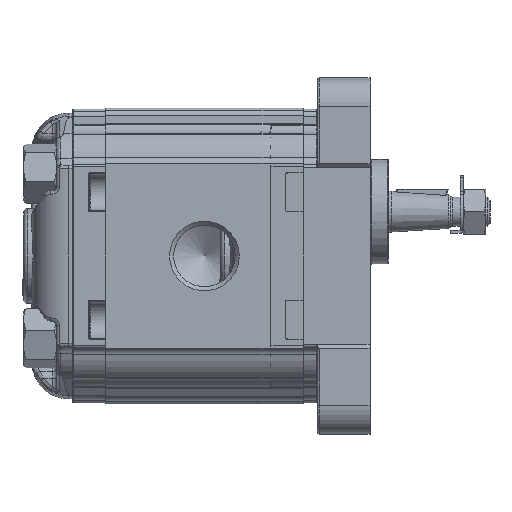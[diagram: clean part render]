
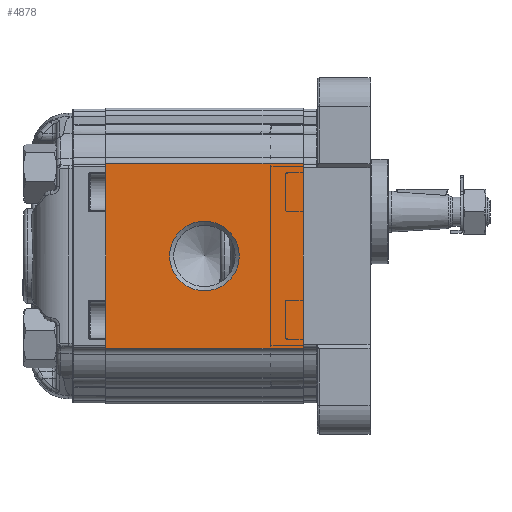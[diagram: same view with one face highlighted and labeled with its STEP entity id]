
A CAD part, left-side view. The second image highlights one B-rep face of the part: STEP entity #4878.
In plain terms, the highlighted planar face has unit normal (-1, 0, 0).
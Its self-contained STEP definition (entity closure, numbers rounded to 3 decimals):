
#4878 = ADVANCED_FACE( '', ( #10530, #10531 ), #10532, .T. );
#10530 = FACE_BOUND( '', #19155, .T. );
#10531 = FACE_OUTER_BOUND( '', #19156, .T. );
#10532 = PLANE( '', #19157 );
#19155 = EDGE_LOOP( '', ( #34324 ) );
#19156 = EDGE_LOOP( '', ( #34325, #34326, #34327, #34328 ) );
#19157 = AXIS2_PLACEMENT_3D( '', #34329, #34330, #34331 );
#34324 = ORIENTED_EDGE( '', *, *, #43461, .F. );
#34325 = ORIENTED_EDGE( '', *, *, #42732, .T. );
#34326 = ORIENTED_EDGE( '', *, *, #41625, .T. );
#34327 = ORIENTED_EDGE( '', *, *, #45341, .T. );
#34328 = ORIENTED_EDGE( '', *, *, #45259, .F. );
#34329 = CARTESIAN_POINT( '', ( -33., 127.15, 48.138 ) );
#34330 = DIRECTION( '', ( -1., 0., 0. ) );
#34331 = DIRECTION( '', ( 0., 0., 1. ) );
#41625 = EDGE_CURVE( '', #50116, #50114, #50117, .T. );
#42732 = EDGE_CURVE( '', #51783, #50116, #51784, .T. );
#43461 = EDGE_CURVE( '', #52849, #52849, #52850, .F. );
#45259 = EDGE_CURVE( '', #51783, #55153, #55154, .T. );
#45341 = EDGE_CURVE( '', #50114, #55153, #55256, .F. );
#50114 = VERTEX_POINT( '', #63695 );
#50116 = VERTEX_POINT( '', #63697 );
#50117 = LINE( '', #63698, #63699 );
#51783 = VERTEX_POINT( '', #67077 );
#51784 = LINE( '', #67078, #67079 );
#52849 = VERTEX_POINT( '', #69189 );
#52850 = CIRCLE( '', #69190, 8.475 );
#55153 = VERTEX_POINT( '', #73613 );
#55154 = LINE( '', #73614, #73615 );
#55256 = LINE( '', #73815, #73816 );
#63695 = CARTESIAN_POINT( '', ( -33., 0., 22.5 ) );
#63697 = CARTESIAN_POINT( '', ( -33., 0., -22.5 ) );
#63698 = CARTESIAN_POINT( '', ( -33., 0., -21.711 ) );
#63699 = VECTOR( '', #78357, 1000. );
#67077 = CARTESIAN_POINT( '', ( -33., 48., -22.5 ) );
#67078 = CARTESIAN_POINT( '', ( -33., 48., -22.5 ) );
#67079 = VECTOR( '', #79660, 1000. );
#69189 = CARTESIAN_POINT( '', ( -33., 24., -8.475 ) );
#69190 = AXIS2_PLACEMENT_3D( '', #80550, #80551, #80552 );
#73613 = CARTESIAN_POINT( '', ( -33., 48., 22.5 ) );
#73614 = CARTESIAN_POINT( '', ( -33., 48., -21.711 ) );
#73615 = VECTOR( '', #82425, 1000. );
#73815 = CARTESIAN_POINT( '', ( -33., 48., 22.5 ) );
#73816 = VECTOR( '', #82519, 1000. );
#78357 = DIRECTION( '', ( 0., 0., 1. ) );
#79660 = DIRECTION( '', ( 0., -1., 0. ) );
#80550 = CARTESIAN_POINT( '', ( -33., 24., 0. ) );
#80551 = DIRECTION( '', ( 1., 0., 0. ) );
#80552 = DIRECTION( '', ( 0., 0., -1. ) );
#82425 = DIRECTION( '', ( 0., 0., 1. ) );
#82519 = DIRECTION( '', ( 0., -1., 0. ) );
